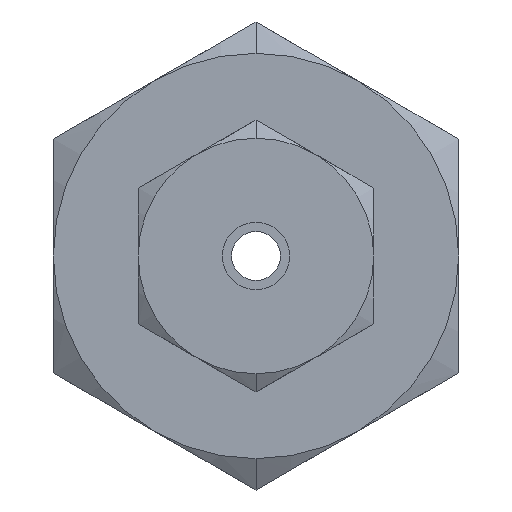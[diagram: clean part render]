
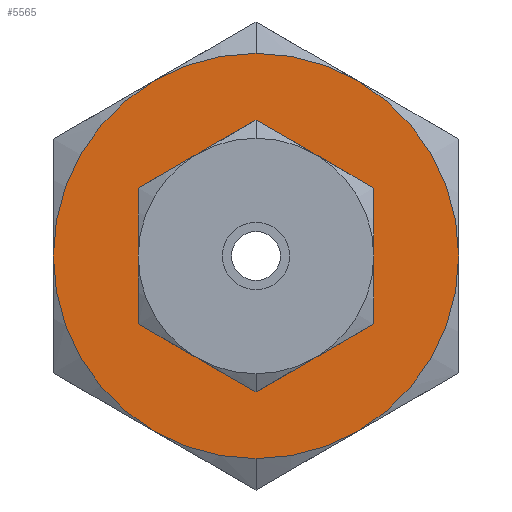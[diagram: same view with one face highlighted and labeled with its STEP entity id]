
A CAD part, left-side view. The second image highlights one B-rep face of the part: STEP entity #5565.
In plain terms, the highlighted planar face has unit normal (-1, 0, 0).
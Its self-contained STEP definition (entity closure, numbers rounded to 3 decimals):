
#9 = ORIENTED_EDGE ( 'NONE', *, *, #6337, .T. ) ;
#58 = AXIS2_PLACEMENT_3D ( 'NONE', #3248, #3325, #962 ) ;
#181 = EDGE_CURVE ( 'NONE', #3344, #4027, #5959, .T. ) ;
#204 = DIRECTION ( 'NONE',  ( -1., 0., 0. ) ) ;
#262 = EDGE_CURVE ( 'NONE', #920, #4737, #4747, .T. ) ;
#291 = CARTESIAN_POINT ( 'NONE',  ( 15.2, 0., 0. ) ) ;
#301 = AXIS2_PLACEMENT_3D ( 'NONE', #783, #1317, #5390 ) ;
#325 = DIRECTION ( 'NONE',  ( 0., -0.5, -0.866 ) ) ;
#368 = DIRECTION ( 'NONE',  ( 0., 0., 1. ) ) ;
#595 = EDGE_CURVE ( 'NONE', #3229, #4152, #3694, .T. ) ;
#682 = CARTESIAN_POINT ( 'NONE',  ( 15.2, 0., -9.55 ) ) ;
#701 = FACE_OUTER_BOUND ( 'NONE', #7183, .T. ) ;
#733 = AXIS2_PLACEMENT_3D ( 'NONE', #3771, #3696, #6092 ) ;
#783 = CARTESIAN_POINT ( 'NONE',  ( 15.2, 0., 0. ) ) ;
#877 = EDGE_CURVE ( 'NONE', #1809, #920, #6363, .T. ) ;
#920 = VERTEX_POINT ( 'NONE', #4937 ) ;
#962 = DIRECTION ( 'NONE',  ( 0., 0.5, 0.866 ) ) ;
#1056 = ORIENTED_EDGE ( 'NONE', *, *, #4308, .T. ) ;
#1162 = CARTESIAN_POINT ( 'NONE',  ( 15.2, 0., 0. ) ) ;
#1308 = DIRECTION ( 'NONE',  ( 0., 1., 0. ) ) ;
#1316 = CIRCLE ( 'NONE', #5094, 3.129 ) ;
#1317 = DIRECTION ( 'NONE',  ( -1., 0., 0. ) ) ;
#1321 = VERTEX_POINT ( 'NONE', #6354 ) ;
#1416 = FACE_BOUND ( 'NONE', #2052, .T. ) ;
#1482 = CARTESIAN_POINT ( 'NONE',  ( 15.2, 0., 0. ) ) ;
#1775 = CARTESIAN_POINT ( 'NONE',  ( 15.2, -4.775, 8.271 ) ) ;
#1809 = VERTEX_POINT ( 'NONE', #4180 ) ;
#1935 = CIRCLE ( 'NONE', #6179, 3.129 ) ;
#1943 = CARTESIAN_POINT ( 'NONE',  ( 15.2, 0., 0. ) ) ;
#2052 = EDGE_LOOP ( 'NONE', ( #1056, #7372 ) ) ;
#2253 = CIRCLE ( 'NONE', #58, 9.55 ) ;
#2423 = DIRECTION ( 'NONE',  ( 0., 0., -1. ) ) ;
#2546 = ORIENTED_EDGE ( 'NONE', *, *, #5160, .T. ) ;
#2652 = CARTESIAN_POINT ( 'NONE',  ( 15.2, 0., 0. ) ) ;
#2866 = CIRCLE ( 'NONE', #301, 9.55 ) ;
#2917 = CIRCLE ( 'NONE', #4856, 9.55 ) ;
#2956 = CARTESIAN_POINT ( 'NONE',  ( 15.2, 9.55, 0. ) ) ;
#3028 = CARTESIAN_POINT ( 'NONE',  ( 15.2, 0., 0. ) ) ;
#3128 = VERTEX_POINT ( 'NONE', #3596 ) ;
#3229 = VERTEX_POINT ( 'NONE', #5893 ) ;
#3248 = CARTESIAN_POINT ( 'NONE',  ( 15.2, 0., 0. ) ) ;
#3325 = DIRECTION ( 'NONE',  ( -1., 0., 0. ) ) ;
#3344 = VERTEX_POINT ( 'NONE', #4257 ) ;
#3352 = ORIENTED_EDGE ( 'NONE', *, *, #5656, .T. ) ;
#3464 = CIRCLE ( 'NONE', #3825, 9.55 ) ;
#3596 = CARTESIAN_POINT ( 'NONE',  ( 15.2, 0., -3.129 ) ) ;
#3598 = DIRECTION ( 'NONE',  ( 1., 0., 0. ) ) ;
#3694 = CIRCLE ( 'NONE', #4416, 9.55 ) ;
#3696 = DIRECTION ( 'NONE',  ( -1., 0., 0. ) ) ;
#3771 = CARTESIAN_POINT ( 'NONE',  ( 15.2, 0., 0. ) ) ;
#3804 = CARTESIAN_POINT ( 'NONE',  ( 15.2, 4.775, 8.271 ) ) ;
#3809 = DIRECTION ( 'NONE',  ( 0., -1., 0. ) ) ;
#3825 = AXIS2_PLACEMENT_3D ( 'NONE', #7186, #204, #1308 ) ;
#4027 = VERTEX_POINT ( 'NONE', #3804 ) ;
#4070 = AXIS2_PLACEMENT_3D ( 'NONE', #3028, #3598, #7112 ) ;
#4152 = VERTEX_POINT ( 'NONE', #682 ) ;
#4180 = CARTESIAN_POINT ( 'NONE',  ( 15.2, -4.775, -8.271 ) ) ;
#4257 = CARTESIAN_POINT ( 'NONE',  ( 15.2, 0., 9.55 ) ) ;
#4302 = DIRECTION ( 'NONE',  ( -1., 0., 0. ) ) ;
#4308 = EDGE_CURVE ( 'NONE', #1321, #3128, #1935, .T. ) ;
#4372 = DIRECTION ( 'NONE',  ( 0., 0., -1. ) ) ;
#4416 = AXIS2_PLACEMENT_3D ( 'NONE', #5019, #6822, #6193 ) ;
#4737 = VERTEX_POINT ( 'NONE', #1775 ) ;
#4744 = DIRECTION ( 'NONE',  ( -1., 0., 0. ) ) ;
#4747 = CIRCLE ( 'NONE', #7268, 9.55 ) ;
#4856 = AXIS2_PLACEMENT_3D ( 'NONE', #1162, #4744, #2423 ) ;
#4872 = DIRECTION ( 'NONE',  ( 1., 0., 0. ) ) ;
#4937 = CARTESIAN_POINT ( 'NONE',  ( 15.2, -9.55, 0. ) ) ;
#5019 = CARTESIAN_POINT ( 'NONE',  ( 15.2, 0., 0. ) ) ;
#5094 = AXIS2_PLACEMENT_3D ( 'NONE', #1943, #4872, #4372 ) ;
#5160 = EDGE_CURVE ( 'NONE', #4737, #3344, #2866, .T. ) ;
#5188 = ORIENTED_EDGE ( 'NONE', *, *, #5795, .T. ) ;
#5390 = DIRECTION ( 'NONE',  ( 0., -0.5, 0.866 ) ) ;
#5525 = VERTEX_POINT ( 'NONE', #2956 ) ;
#5565 = ADVANCED_FACE ( 'NONE', ( #1416, #701 ), #5917, .F. ) ;
#5656 = EDGE_CURVE ( 'NONE', #5525, #3229, #3464, .T. ) ;
#5795 = EDGE_CURVE ( 'NONE', #4027, #5525, #2253, .T. ) ;
#5815 = ORIENTED_EDGE ( 'NONE', *, *, #595, .T. ) ;
#5893 = CARTESIAN_POINT ( 'NONE',  ( 15.2, 4.775, -8.271 ) ) ;
#5917 = PLANE ( 'NONE',  #4070 ) ;
#5959 = CIRCLE ( 'NONE', #733, 9.55 ) ;
#5964 = AXIS2_PLACEMENT_3D ( 'NONE', #2652, #7232, #325 ) ;
#6092 = DIRECTION ( 'NONE',  ( 0., 0., 1. ) ) ;
#6179 = AXIS2_PLACEMENT_3D ( 'NONE', #291, #6671, #368 ) ;
#6193 = DIRECTION ( 'NONE',  ( 0., 0.5, -0.866 ) ) ;
#6337 = EDGE_CURVE ( 'NONE', #4152, #1809, #2917, .T. ) ;
#6354 = CARTESIAN_POINT ( 'NONE',  ( 15.2, 0., 3.129 ) ) ;
#6363 = CIRCLE ( 'NONE', #5964, 9.55 ) ;
#6403 = ORIENTED_EDGE ( 'NONE', *, *, #877, .T. ) ;
#6640 = ORIENTED_EDGE ( 'NONE', *, *, #181, .T. ) ;
#6671 = DIRECTION ( 'NONE',  ( 1., 0., 0. ) ) ;
#6822 = DIRECTION ( 'NONE',  ( -1., 0., 0. ) ) ;
#7013 = ORIENTED_EDGE ( 'NONE', *, *, #262, .T. ) ;
#7112 = DIRECTION ( 'NONE',  ( 0., 1., 0. ) ) ;
#7183 = EDGE_LOOP ( 'NONE', ( #2546, #6640, #5188, #3352, #5815, #9, #6403, #7013 ) ) ;
#7186 = CARTESIAN_POINT ( 'NONE',  ( 15.2, 0., 0. ) ) ;
#7232 = DIRECTION ( 'NONE',  ( -1., 0., 0. ) ) ;
#7268 = AXIS2_PLACEMENT_3D ( 'NONE', #1482, #4302, #3809 ) ;
#7340 = EDGE_CURVE ( 'NONE', #3128, #1321, #1316, .T. ) ;
#7372 = ORIENTED_EDGE ( 'NONE', *, *, #7340, .T. ) ;
